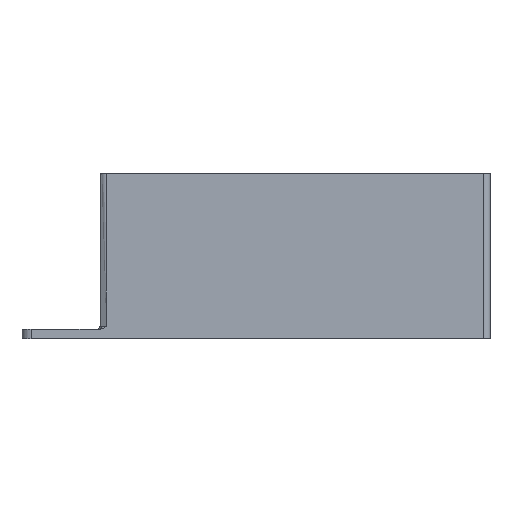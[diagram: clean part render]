
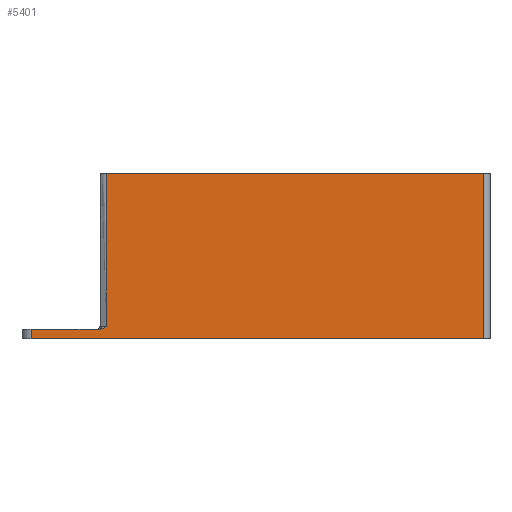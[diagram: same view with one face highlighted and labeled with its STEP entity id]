
A CAD part, front view. The second image highlights one B-rep face of the part: STEP entity #5401.
In plain terms, the highlighted planar face has unit normal (0, -1, 0).
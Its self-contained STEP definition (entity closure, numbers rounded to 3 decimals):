
#2151 = VERTEX_POINT('',#2152);
#2152 = CARTESIAN_POINT('',(118.,-5.,0.));
#2159 = EDGE_CURVE('',#2160,#2151,#2162,.T.);
#2160 = VERTEX_POINT('',#2161);
#2161 = CARTESIAN_POINT('',(-27.,-5.,0.));
#2162 = LINE('',#2163,#2164);
#2163 = CARTESIAN_POINT('',(-5.,-5.,0.));
#2164 = VECTOR('',#2165,1.);
#2165 = DIRECTION('',(1.,0.,0.));
#3713 = VERTEX_POINT('',#3714);
#3714 = CARTESIAN_POINT('',(-3.,-5.,53.));
#3721 = EDGE_CURVE('',#3722,#3713,#3724,.T.);
#3722 = VERTEX_POINT('',#3723);
#3723 = CARTESIAN_POINT('',(118.,-5.,53.));
#3724 = LINE('',#3725,#3726);
#3725 = CARTESIAN_POINT('',(120.,-5.,53.));
#3726 = VECTOR('',#3727,1.);
#3727 = DIRECTION('',(-1.,0.,0.));
#5374 = EDGE_CURVE('',#2151,#3722,#5375,.T.);
#5375 = LINE('',#5376,#5377);
#5376 = CARTESIAN_POINT('',(118.,-5.,0.));
#5377 = VECTOR('',#5378,1.);
#5378 = DIRECTION('',(0.,0.,1.));
#5401 = ADVANCED_FACE('',(#5402),#5456,.T.);
#5402 = FACE_BOUND('',#5403,.T.);
#5403 = EDGE_LOOP('',(#5404,#5412,#5439,#5447,#5453,#5454,#5455));
#5404 = ORIENTED_EDGE('',*,*,#5405,.F.);
#5405 = EDGE_CURVE('',#5406,#3713,#5408,.T.);
#5406 = VERTEX_POINT('',#5407);
#5407 = CARTESIAN_POINT('',(-3.,-5.,4.));
#5408 = LINE('',#5409,#5410);
#5409 = CARTESIAN_POINT('',(-3.,-5.,3.));
#5410 = VECTOR('',#5411,1.);
#5411 = DIRECTION('',(0.,0.,1.));
#5412 = ORIENTED_EDGE('',*,*,#5413,.F.);
#5413 = EDGE_CURVE('',#5414,#5406,#5416,.T.);
#5414 = VERTEX_POINT('',#5415);
#5415 = CARTESIAN_POINT('',(-5.236,-5.,3.));
#5416 = B_SPLINE_CURVE_WITH_KNOTS('',6,(#5417,#5418,#5419,#5420,#5421,
    #5422,#5423,#5424,#5425,#5426,#5427,#5428,#5429,#5430,#5431,#5432,
    #5433,#5434,#5435,#5436,#5437,#5438),.UNSPECIFIED.,.F.,.F.,(7,5,5,5,
    7),(0.,0.272,0.578,0.872,1.),
  .UNSPECIFIED.);
#5417 = CARTESIAN_POINT('',(-5.236,-5.,3.));
#5418 = CARTESIAN_POINT('',(-5.125,-5.,3.));
#5419 = CARTESIAN_POINT('',(-5.011,-5.,3.008));
#5420 = CARTESIAN_POINT('',(-4.896,-5.,3.025));
#5421 = CARTESIAN_POINT('',(-4.782,-5.,3.048));
#5422 = CARTESIAN_POINT('',(-4.67,-5.,3.079));
#5423 = CARTESIAN_POINT('',(-4.435,-5.,3.154));
#5424 = CARTESIAN_POINT('',(-4.313,-5.,3.201));
#5425 = CARTESIAN_POINT('',(-4.193,-5.,3.254));
#5426 = CARTESIAN_POINT('',(-4.077,-5.,3.311));
#5427 = CARTESIAN_POINT('',(-3.964,-5.,3.372));
#5428 = CARTESIAN_POINT('',(-3.748,-5.,3.496));
#5429 = CARTESIAN_POINT('',(-3.645,-5.,3.559));
#5430 = CARTESIAN_POINT('',(-3.543,-5.,3.624));
#5431 = CARTESIAN_POINT('',(-3.444,-5.,3.691));
#5432 = CARTESIAN_POINT('',(-3.346,-5.,3.757));
#5433 = CARTESIAN_POINT('',(-3.208,-5.,3.854));
#5434 = CARTESIAN_POINT('',(-3.166,-5.,3.883));
#5435 = CARTESIAN_POINT('',(-3.124,-5.,3.912));
#5436 = CARTESIAN_POINT('',(-3.083,-5.,3.942));
#5437 = CARTESIAN_POINT('',(-3.041,-5.,3.971));
#5438 = CARTESIAN_POINT('',(-3.,-5.,4.));
#5439 = ORIENTED_EDGE('',*,*,#5440,.F.);
#5440 = EDGE_CURVE('',#5441,#5414,#5443,.T.);
#5441 = VERTEX_POINT('',#5442);
#5442 = CARTESIAN_POINT('',(-27.,-5.,3.));
#5443 = LINE('',#5444,#5445);
#5444 = CARTESIAN_POINT('',(49.013,-5.,3.));
#5445 = VECTOR('',#5446,1.);
#5446 = DIRECTION('',(1.,0.,0.));
#5447 = ORIENTED_EDGE('',*,*,#5448,.F.);
#5448 = EDGE_CURVE('',#2160,#5441,#5449,.T.);
#5449 = LINE('',#5450,#5451);
#5450 = CARTESIAN_POINT('',(-27.,-5.,0.));
#5451 = VECTOR('',#5452,1.);
#5452 = DIRECTION('',(0.,0.,1.));
#5453 = ORIENTED_EDGE('',*,*,#2159,.T.);
#5454 = ORIENTED_EDGE('',*,*,#5374,.T.);
#5455 = ORIENTED_EDGE('',*,*,#3721,.T.);
#5456 = PLANE('',#5457);
#5457 = AXIS2_PLACEMENT_3D('',#5458,#5459,#5460);
#5458 = CARTESIAN_POINT('',(48.079,-5.,23.421));
#5459 = DIRECTION('',(-0.,-1.,-0.));
#5460 = DIRECTION('',(0.,0.,-1.));
